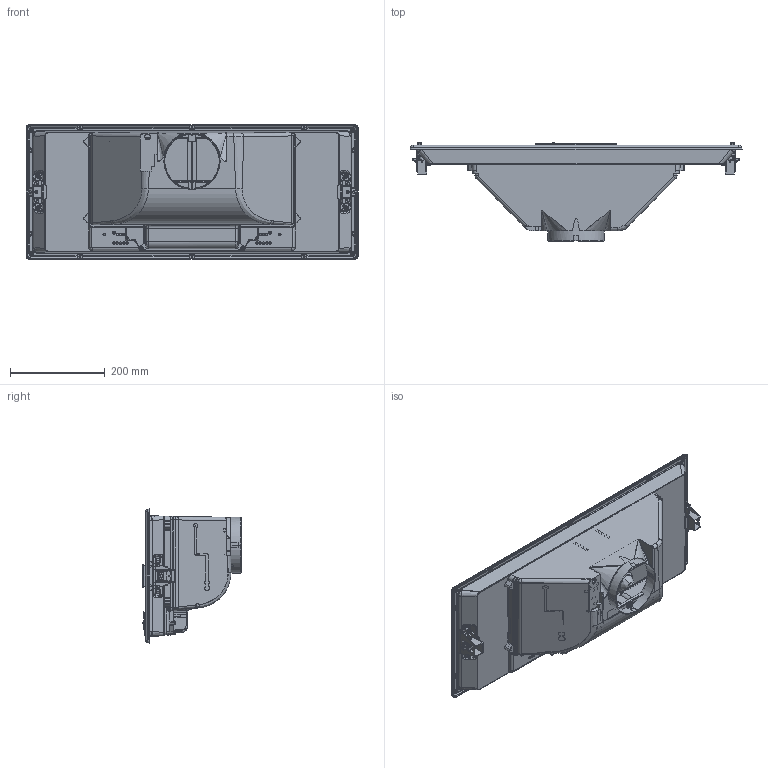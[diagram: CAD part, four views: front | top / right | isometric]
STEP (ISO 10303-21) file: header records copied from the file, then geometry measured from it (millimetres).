
FILE_DESCRIPTION((''),'2;1');
FILE_NAME('281_765_ASM','2016-12-14T',('MN049'),(''),'PRO/ENGINEER BY PARAMETRIC TECHNOLOGY CORPORATION, 2014200','PRO/ENGINEER BY PARAMETRIC TECHNOLOGY CORPORATION, 2014200','');
FILE_SCHEMA(('CONFIG_CONTROL_DESIGN'));
Products named in the file (20): 281_002; 281_003; 281_083; K21_003; CME_GEMMA_SIGNALUX_D6; 281_772_ASM; CME_FARETTO-SOLO; 281_090; 281_017; 281_016; 281_017_ASM_ASM; FIH_002; 281_771_ASM; 281_018; 281_019; 281_020; 281_041; CMM_DADO_QUADRO_M4; 281_018_ASM_ASM; 281_765_ASM
Assembly tree (23 placements, depth 4):
  281_765_ASM
    281_002
    281_772_ASM
      281_003
      281_083
      K21_003
      CME_GEMMA_SIGNALUX_D6
    CME_FARETTO-SOLO  x2
    281_771_ASM
      281_090
      281_017_ASM_ASM  x2
        281_017
        281_016
      FIH_002  x2
    281_018_ASM_ASM  x2
      281_018
      281_019
      281_020
      281_041
      CMM_DADO_QUADRO_M4
Bounding box: 702 x 208.6 x 284 mm (x, y, z)
Volume: 1375587.3 mm3; surface area: 1364620.5 mm2
Topology: 24 solids, 24 shells, 5381 faces, 13811 edges, 8573 vertices
Faces by surface type: plane 2561, cylinder 1537, bspline 672, torus 280, cone 231, sphere 98, extrusion 2
Entity records: 203588 total; most frequent: CARTESIAN_POINT 91372, ORIENTED_EDGE 24346, DIRECTION 21971, EDGE_CURVE 12173, VERTEX_POINT 7546, AXIS2_PLACEMENT_3D 7384, VECTOR 7203, LINE 7201
